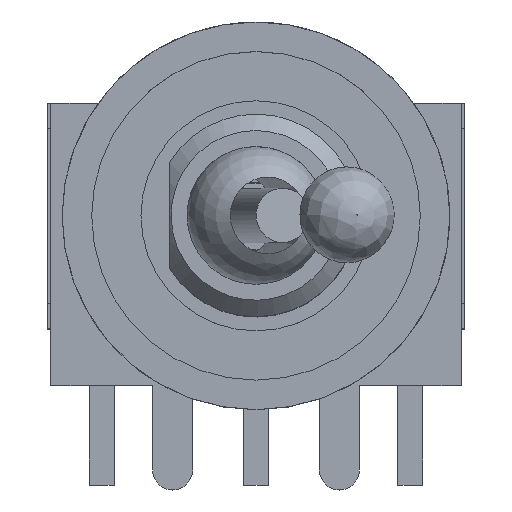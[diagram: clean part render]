
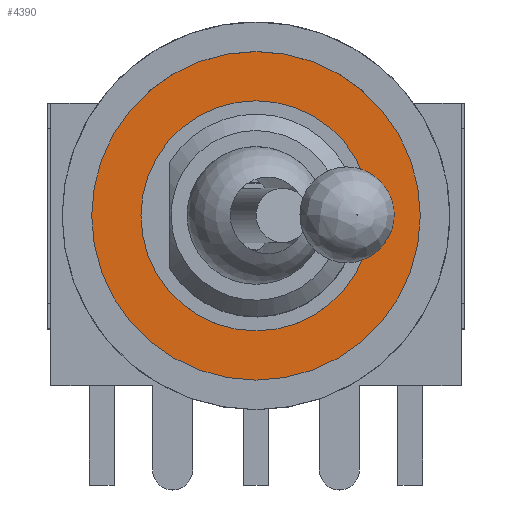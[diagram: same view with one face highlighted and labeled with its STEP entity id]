
A CAD part, top view. The second image highlights one B-rep face of the part: STEP entity #4390.
In plain terms, the highlighted planar face has unit normal (0, 0, 1).
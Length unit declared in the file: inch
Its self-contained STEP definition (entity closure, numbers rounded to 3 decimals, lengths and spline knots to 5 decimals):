
#42=FACE_BOUND('',#504,.T.);
#86=CIRCLE('',#4684,0.19705);
#87=CIRCLE('',#4685,0.13799);
#243=FACE_OUTER_BOUND('',#503,.T.);
#503=EDGE_LOOP('',(#2900));
#504=EDGE_LOOP('',(#2901));
#1829=VERTEX_POINT('',#6400);
#1830=VERTEX_POINT('',#6402);
#2236=EDGE_CURVE('',#1829,#1829,#86,.T.);
#2237=EDGE_CURVE('',#1830,#1830,#87,.T.);
#2900=ORIENTED_EDGE('',*,*,#2236,.T.);
#2901=ORIENTED_EDGE('',*,*,#2237,.F.);
#4205=PLANE('',#4683);
#4390=ADVANCED_FACE('',(#243,#42),#4205,.F.);
#4683=AXIS2_PLACEMENT_3D('',#6399,#5096,#5097);
#4684=AXIS2_PLACEMENT_3D('',#6401,#5098,#5099);
#4685=AXIS2_PLACEMENT_3D('',#6403,#5100,#5101);
#5096=DIRECTION('center_axis',(0.,0.,
-1.));
#5097=DIRECTION('ref_axis',(-1.,0.,0.));
#5098=DIRECTION('center_axis',(0.,0.,
1.));
#5099=DIRECTION('ref_axis',(-1.,0.,0.));
#5100=DIRECTION('center_axis',(0.,0.,
1.));
#5101=DIRECTION('ref_axis',(-1.,0.,0.));
#6399=CARTESIAN_POINT('Origin',(0.,0.,
0.41535));
#6400=CARTESIAN_POINT('',(0.19705,0.,0.41535));
#6401=CARTESIAN_POINT('Origin',(0.,0.,
0.41535));
#6402=CARTESIAN_POINT('',(0.13799,0.,0.41535));
#6403=CARTESIAN_POINT('Origin',(0.,0.,
0.41535));
